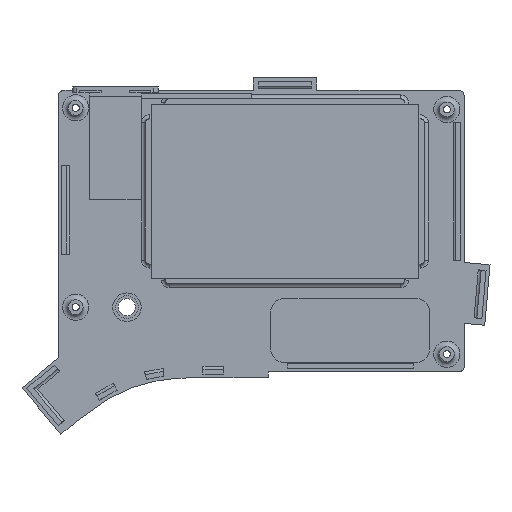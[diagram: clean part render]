
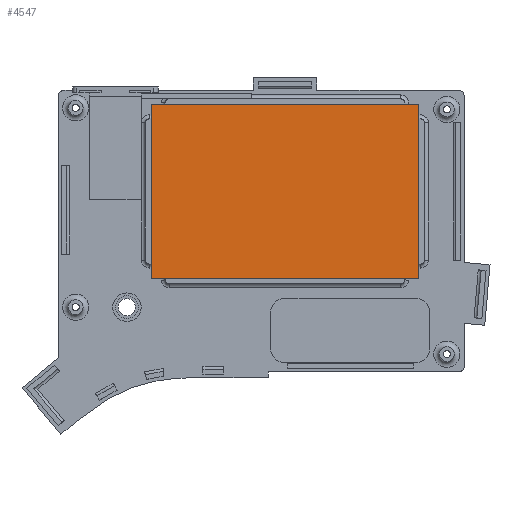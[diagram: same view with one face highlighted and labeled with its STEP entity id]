
A CAD part, top view. The second image highlights one B-rep face of the part: STEP entity #4547.
In plain terms, the highlighted planar face has unit normal (0, 0, 1).
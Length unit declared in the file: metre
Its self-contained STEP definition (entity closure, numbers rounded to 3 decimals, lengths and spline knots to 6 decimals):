
#1016=ORIENTED_EDGE('',*,*,#2043,.F.);
#1017=ORIENTED_EDGE('',*,*,#2050,.F.);
#1018=ORIENTED_EDGE('',*,*,#2052,.T.);
#1019=ORIENTED_EDGE('',*,*,#2058,.T.);
#2043=EDGE_CURVE('',#2617,#2612,#3018,.T.);
#2050=EDGE_CURVE('',#2622,#2617,#3023,.T.);
#2052=EDGE_CURVE('',#2622,#2623,#3025,.T.);
#2058=EDGE_CURVE('',#2623,#2612,#3029,.T.);
#2612=VERTEX_POINT('',#7339);
#2617=VERTEX_POINT('',#7350);
#2622=VERTEX_POINT('',#7363);
#2623=VERTEX_POINT('',#7367);
#3018=LINE('',#7351,#3463);
#3023=LINE('',#7364,#3468);
#3025=LINE('',#7368,#3470);
#3029=LINE('',#7382,#3474);
#3463=VECTOR('',#5887,1.);
#3468=VECTOR('',#5898,1.);
#3470=VECTOR('',#5902,1.);
#3474=VECTOR('',#5910,1.);
#3806=EDGE_LOOP('',(#1016,#1017,#1018,#1019));
#4127=FACE_BOUND('',#3806,.T.);
#4347=PLANE('',#4943);
#4547=ADVANCED_FACE('',(#4127),#4347,.F.);
#4943=AXIS2_PLACEMENT_3D('',#7395,#5916,#5917);
#5887=DIRECTION('',(0.,1.,0.));
#5898=DIRECTION('',(-1.,0.,0.));
#5902=DIRECTION('',(0.,1.,0.));
#5910=DIRECTION('',(-1.,0.,0.));
#5916=DIRECTION('',(0.,0.,-1.));
#5917=DIRECTION('',(-1.,0.,0.));
#7339=CARTESIAN_POINT('',(0.314946,-0.040626,-0.0108));
#7350=CARTESIAN_POINT('',(0.314946,-0.101626,-0.0108));
#7351=CARTESIAN_POINT('',(0.314946,-0.071126,-0.0108));
#7363=CARTESIAN_POINT('',(0.408946,-0.101626,-0.0108));
#7364=CARTESIAN_POINT('',(0.317446,-0.101626,-0.0108));
#7367=CARTESIAN_POINT('',(0.408946,-0.040626,-0.0108));
#7368=CARTESIAN_POINT('',(0.408946,-0.099126,-0.0108));
#7382=CARTESIAN_POINT('',(0.406446,-0.040626,-0.0108));
#7395=CARTESIAN_POINT('',(0.353023,-0.084536,-0.0108));
